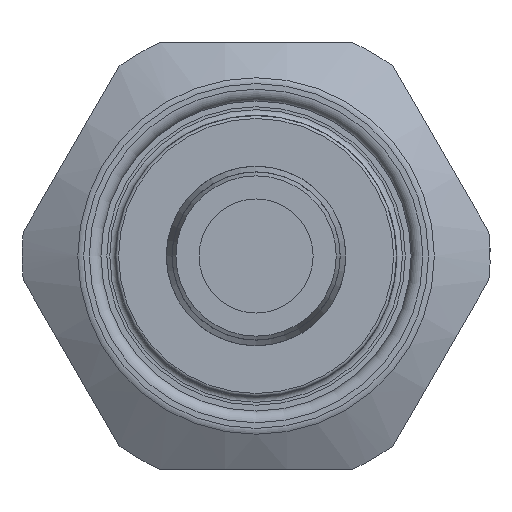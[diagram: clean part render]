
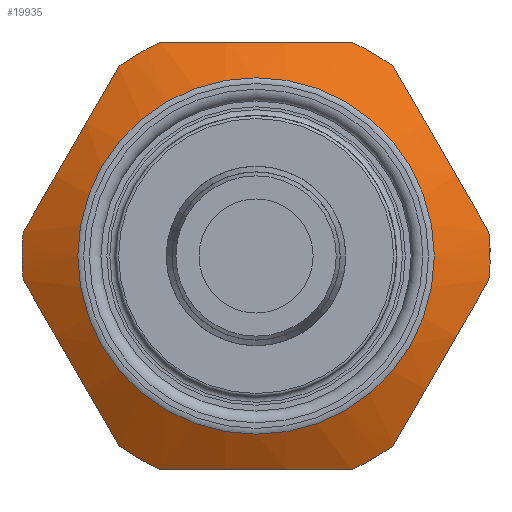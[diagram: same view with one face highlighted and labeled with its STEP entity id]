
A CAD part, front view. The second image highlights one B-rep face of the part: STEP entity #19935.
In plain terms, the highlighted conical face has half-angle 60 degrees and reference radius 17.78 mm.
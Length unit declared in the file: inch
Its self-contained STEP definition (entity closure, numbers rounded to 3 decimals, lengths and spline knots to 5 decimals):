
#1342=(
BOUNDED_CURVE()
B_SPLINE_CURVE(2,(#43811,#43812,#43813),.UNSPECIFIED.,.F.,.F.)
B_SPLINE_CURVE_WITH_KNOTS((3,3),(0.,1.67512),.UNSPECIFIED.)
CURVE()
GEOMETRIC_REPRESENTATION_ITEM()
RATIONAL_B_SPLINE_CURVE((1.,1.096,1.))
REPRESENTATION_ITEM('')
);
#1343=(
BOUNDED_CURVE()
B_SPLINE_CURVE(2,(#43817,#43818,#43819),.UNSPECIFIED.,.F.,.F.)
B_SPLINE_CURVE_WITH_KNOTS((3,3),(0.,1.67512),.UNSPECIFIED.)
CURVE()
GEOMETRIC_REPRESENTATION_ITEM()
RATIONAL_B_SPLINE_CURVE((1.,1.096,1.))
REPRESENTATION_ITEM('')
);
#1344=(
BOUNDED_CURVE()
B_SPLINE_CURVE(2,(#43823,#43824,#43825),.UNSPECIFIED.,.F.,.F.)
B_SPLINE_CURVE_WITH_KNOTS((3,3),(0.,1.67512),.UNSPECIFIED.)
CURVE()
GEOMETRIC_REPRESENTATION_ITEM()
RATIONAL_B_SPLINE_CURVE((1.,1.096,1.))
REPRESENTATION_ITEM('')
);
#1345=(
BOUNDED_CURVE()
B_SPLINE_CURVE(2,(#43829,#43830,#43831),.UNSPECIFIED.,.F.,.F.)
B_SPLINE_CURVE_WITH_KNOTS((3,3),(0.,1.67512),.UNSPECIFIED.)
CURVE()
GEOMETRIC_REPRESENTATION_ITEM()
RATIONAL_B_SPLINE_CURVE((1.,1.096,1.))
REPRESENTATION_ITEM('')
);
#1346=(
BOUNDED_CURVE()
B_SPLINE_CURVE(2,(#43835,#43836,#43837),.UNSPECIFIED.,.F.,.F.)
B_SPLINE_CURVE_WITH_KNOTS((3,3),(0.,1.67512),.UNSPECIFIED.)
CURVE()
GEOMETRIC_REPRESENTATION_ITEM()
RATIONAL_B_SPLINE_CURVE((1.,1.096,1.))
REPRESENTATION_ITEM('')
);
#1347=(
BOUNDED_CURVE()
B_SPLINE_CURVE(2,(#43841,#43842,#43843),.UNSPECIFIED.,.F.,.F.)
B_SPLINE_CURVE_WITH_KNOTS((3,3),(0.,1.67512),.UNSPECIFIED.)
CURVE()
GEOMETRIC_REPRESENTATION_ITEM()
RATIONAL_B_SPLINE_CURVE((1.,1.096,1.))
REPRESENTATION_ITEM('')
);
#2820=LINE('',#43807,#4174);
#4174=VECTOR('',#24953,0.7);
#4226=CONICAL_SURFACE('',#21181,0.7,1.047);
#5238=FACE_OUTER_BOUND('',#6379,.T.);
#6379=EDGE_LOOP('',(#17182,#17183,#17184,#17185,#17186,#17187,#17188,#17189,
#17190,#17191,#17192,#17193,#17194,#17195,#17196,#17197));
#7000=CIRCLE('',#21178,0.60928);
#7002=CIRCLE('',#21182,0.8);
#7003=CIRCLE('',#21183,0.8);
#7004=CIRCLE('',#21184,0.8);
#7005=CIRCLE('',#21185,0.8);
#7006=CIRCLE('',#21186,0.8);
#7007=CIRCLE('',#21187,0.8);
#7008=CIRCLE('',#21188,0.8);
#8853=VERTEX_POINT('',#43799);
#8855=VERTEX_POINT('',#43806);
#8856=VERTEX_POINT('',#43808);
#8857=VERTEX_POINT('',#43810);
#8858=VERTEX_POINT('',#43814);
#8859=VERTEX_POINT('',#43816);
#8860=VERTEX_POINT('',#43820);
#8861=VERTEX_POINT('',#43822);
#8862=VERTEX_POINT('',#43826);
#8863=VERTEX_POINT('',#43828);
#8864=VERTEX_POINT('',#43832);
#8865=VERTEX_POINT('',#43834);
#8866=VERTEX_POINT('',#43838);
#8867=VERTEX_POINT('',#43840);
#11640=EDGE_CURVE('',#8853,#8853,#7000,.T.);
#11642=EDGE_CURVE('',#8853,#8855,#2820,.T.);
#11643=EDGE_CURVE('',#8856,#8855,#7002,.T.);
#11644=EDGE_CURVE('',#8857,#8856,#1342,.T.);
#11645=EDGE_CURVE('',#8858,#8857,#7003,.T.);
#11646=EDGE_CURVE('',#8859,#8858,#1343,.T.);
#11647=EDGE_CURVE('',#8860,#8859,#7004,.T.);
#11648=EDGE_CURVE('',#8861,#8860,#1344,.T.);
#11649=EDGE_CURVE('',#8862,#8861,#7005,.T.);
#11650=EDGE_CURVE('',#8863,#8862,#1345,.T.);
#11651=EDGE_CURVE('',#8864,#8863,#7006,.T.);
#11652=EDGE_CURVE('',#8865,#8864,#1346,.T.);
#11653=EDGE_CURVE('',#8866,#8865,#7007,.T.);
#11654=EDGE_CURVE('',#8867,#8866,#1347,.T.);
#11655=EDGE_CURVE('',#8855,#8867,#7008,.T.);
#17182=ORIENTED_EDGE('',*,*,#11640,.F.);
#17183=ORIENTED_EDGE('',*,*,#11642,.T.);
#17184=ORIENTED_EDGE('',*,*,#11643,.F.);
#17185=ORIENTED_EDGE('',*,*,#11644,.F.);
#17186=ORIENTED_EDGE('',*,*,#11645,.F.);
#17187=ORIENTED_EDGE('',*,*,#11646,.F.);
#17188=ORIENTED_EDGE('',*,*,#11647,.F.);
#17189=ORIENTED_EDGE('',*,*,#11648,.F.);
#17190=ORIENTED_EDGE('',*,*,#11649,.F.);
#17191=ORIENTED_EDGE('',*,*,#11650,.F.);
#17192=ORIENTED_EDGE('',*,*,#11651,.F.);
#17193=ORIENTED_EDGE('',*,*,#11652,.F.);
#17194=ORIENTED_EDGE('',*,*,#11653,.F.);
#17195=ORIENTED_EDGE('',*,*,#11654,.F.);
#17196=ORIENTED_EDGE('',*,*,#11655,.F.);
#17197=ORIENTED_EDGE('',*,*,#11642,.F.);
#19935=ADVANCED_FACE('',(#5238),#4226,.T.);
#21178=AXIS2_PLACEMENT_3D('',#43801,#24945,#24946);
#21181=AXIS2_PLACEMENT_3D('',#43805,#24951,#24952);
#21182=AXIS2_PLACEMENT_3D('',#43809,#24954,#24955);
#21183=AXIS2_PLACEMENT_3D('',#43815,#24956,#24957);
#21184=AXIS2_PLACEMENT_3D('',#43821,#24958,#24959);
#21185=AXIS2_PLACEMENT_3D('',#43827,#24960,#24961);
#21186=AXIS2_PLACEMENT_3D('',#43833,#24962,#24963);
#21187=AXIS2_PLACEMENT_3D('',#43839,#24964,#24965);
#21188=AXIS2_PLACEMENT_3D('',#43844,#24966,#24967);
#24945=DIRECTION('center_axis',(0.,-1.,0.));
#24946=DIRECTION('ref_axis',(-1.,0.,0.));
#24951=DIRECTION('center_axis',(0.,1.,0.));
#24952=DIRECTION('ref_axis',(1.,0.,0.));
#24953=DIRECTION('',(-0.866,0.5,0.));
#24954=DIRECTION('center_axis',(0.,1.,0.));
#24955=DIRECTION('ref_axis',(-1.,0.,0.));
#24956=DIRECTION('center_axis',(0.,1.,0.));
#24957=DIRECTION('ref_axis',(-1.,0.,0.));
#24958=DIRECTION('center_axis',(0.,1.,0.));
#24959=DIRECTION('ref_axis',(-1.,0.,0.));
#24960=DIRECTION('center_axis',(0.,1.,0.));
#24961=DIRECTION('ref_axis',(-1.,0.,0.));
#24962=DIRECTION('center_axis',(0.,1.,0.));
#24963=DIRECTION('ref_axis',(-1.,0.,0.));
#24964=DIRECTION('center_axis',(0.,1.,0.));
#24965=DIRECTION('ref_axis',(-1.,0.,0.));
#24966=DIRECTION('center_axis',(0.,1.,0.));
#24967=DIRECTION('ref_axis',(-1.,0.,0.));
#43799=CARTESIAN_POINT('',(-0.60928,-0.30464,0.));
#43801=CARTESIAN_POINT('Origin',(0.,-0.30464,
0.));
#43805=CARTESIAN_POINT('Origin',(0.,-0.25226,
0.));
#43806=CARTESIAN_POINT('',(-0.8,-0.19453,0.));
#43807=CARTESIAN_POINT('',(-0.7,-0.25226,0.));
#43808=CARTESIAN_POINT('',(-0.79583,-0.19453,-0.08158));
#43809=CARTESIAN_POINT('Origin',(0.,-0.19453,0.));
#43810=CARTESIAN_POINT('',(-0.46857,-0.19453,-0.64842));
#43811=CARTESIAN_POINT('Ctrl Pts',(-0.46857,-0.19453,
-0.64842));
#43812=CARTESIAN_POINT('Ctrl Pts',(-0.6322,-0.27182,
-0.365));
#43813=CARTESIAN_POINT('Ctrl Pts',(-0.79583,-0.19453,
-0.08158));
#43814=CARTESIAN_POINT('',(-0.32726,-0.19453,-0.73));
#43815=CARTESIAN_POINT('Origin',(0.,-0.19453,0.));
#43816=CARTESIAN_POINT('',(0.32726,-0.19453,-0.73));
#43817=CARTESIAN_POINT('Ctrl Pts',(0.32726,-0.19453,
-0.73));
#43818=CARTESIAN_POINT('Ctrl Pts',(0.,-0.27182,
-0.73));
#43819=CARTESIAN_POINT('Ctrl Pts',(-0.32726,-0.19453,
-0.73));
#43820=CARTESIAN_POINT('',(0.46857,-0.19453,-0.64842));
#43821=CARTESIAN_POINT('Origin',(0.,-0.19453,0.));
#43822=CARTESIAN_POINT('',(0.79583,-0.19453,-0.08158));
#43823=CARTESIAN_POINT('Ctrl Pts',(0.79583,-0.19453,
-0.08158));
#43824=CARTESIAN_POINT('Ctrl Pts',(0.6322,-0.27182,
-0.365));
#43825=CARTESIAN_POINT('Ctrl Pts',(0.46857,-0.19453,
-0.64842));
#43826=CARTESIAN_POINT('',(0.79583,-0.19453,0.08158));
#43827=CARTESIAN_POINT('Origin',(0.,-0.19453,0.));
#43828=CARTESIAN_POINT('',(0.46857,-0.19453,0.64842));
#43829=CARTESIAN_POINT('Ctrl Pts',(0.46857,-0.19453,
0.64842));
#43830=CARTESIAN_POINT('Ctrl Pts',(0.6322,-0.27182,
0.365));
#43831=CARTESIAN_POINT('Ctrl Pts',(0.79583,-0.19453,
0.08158));
#43832=CARTESIAN_POINT('',(0.32726,-0.19453,0.73));
#43833=CARTESIAN_POINT('Origin',(0.,-0.19453,0.));
#43834=CARTESIAN_POINT('',(-0.32726,-0.19453,0.73));
#43835=CARTESIAN_POINT('Ctrl Pts',(-0.32726,-0.19453,
0.73));
#43836=CARTESIAN_POINT('Ctrl Pts',(0.,-0.27182,
0.73));
#43837=CARTESIAN_POINT('Ctrl Pts',(0.32726,-0.19453,
0.73));
#43838=CARTESIAN_POINT('',(-0.46857,-0.19453,0.64842));
#43839=CARTESIAN_POINT('Origin',(0.,-0.19453,0.));
#43840=CARTESIAN_POINT('',(-0.79583,-0.19453,0.08158));
#43841=CARTESIAN_POINT('Ctrl Pts',(-0.79583,-0.19453,
0.08158));
#43842=CARTESIAN_POINT('Ctrl Pts',(-0.6322,-0.27182,
0.365));
#43843=CARTESIAN_POINT('Ctrl Pts',(-0.46857,-0.19453,
0.64842));
#43844=CARTESIAN_POINT('Origin',(0.,-0.19453,0.));
